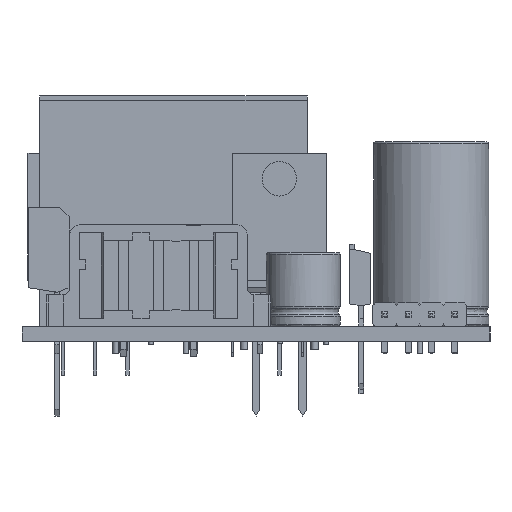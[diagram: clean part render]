
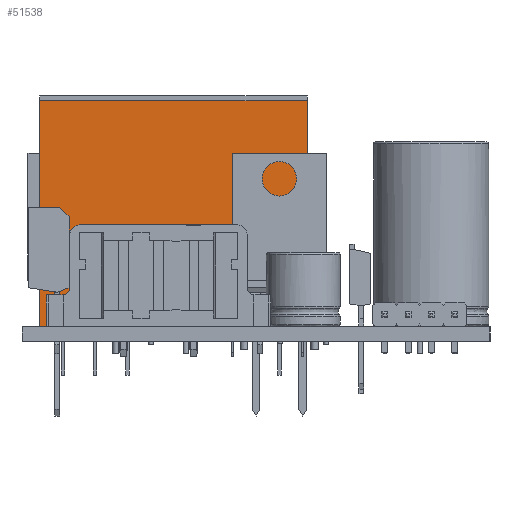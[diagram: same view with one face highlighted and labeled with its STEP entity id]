
A CAD part, left-side view. The second image highlights one B-rep face of the part: STEP entity #51538.
In plain terms, the highlighted face is planar.
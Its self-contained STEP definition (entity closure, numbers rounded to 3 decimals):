
#51055 = PLANE('',#51056);
#51056 = AXIS2_PLACEMENT_3D('',#51057,#51058,#51059);
#51057 = CARTESIAN_POINT('',(-3.,2.45,25.));
#51058 = DIRECTION('',(0.,-1.,0.));
#51059 = DIRECTION('',(1.,0.,0.));
#51153 = VERTEX_POINT('',#51154);
#51154 = CARTESIAN_POINT('',(26.,2.45,24.5));
#51191 = PLANE('',#51192);
#51192 = AXIS2_PLACEMENT_3D('',#51193,#51194,#51195);
#51193 = CARTESIAN_POINT('',(26.,2.45,0.));
#51194 = DIRECTION('',(1.,0.,0.));
#51195 = DIRECTION('',(0.,-1.,0.));
#51284 = VERTEX_POINT('',#51285);
#51285 = CARTESIAN_POINT('',(-3.,2.45,24.5));
#51299 = PLANE('',#51300);
#51300 = AXIS2_PLACEMENT_3D('',#51301,#51302,#51303);
#51301 = CARTESIAN_POINT('',(-3.,-9.95,0.));
#51302 = DIRECTION('',(-1.,0.,0.));
#51303 = DIRECTION('',(0.,1.,0.));
#51337 = EDGE_CURVE('',#51284,#51153,#51338,.T.);
#51338 = SURFACE_CURVE('',#51339,(#51343,#51350),.PCURVE_S1.);
#51339 = LINE('',#51340,#51341);
#51340 = CARTESIAN_POINT('',(-3.,2.45,24.5));
#51341 = VECTOR('',#51342,1.);
#51342 = DIRECTION('',(1.,0.,0.));
#51343 = PCURVE('',#51055,#51344);
#51344 = DEFINITIONAL_REPRESENTATION('',(#51345),#51349);
#51345 = LINE('',#51346,#51347);
#51346 = CARTESIAN_POINT('',(0.,-0.5));
#51347 = VECTOR('',#51348,1.);
#51348 = DIRECTION('',(1.,0.));
#51349 = ( GEOMETRIC_REPRESENTATION_CONTEXT(2) 
PARAMETRIC_REPRESENTATION_CONTEXT() REPRESENTATION_CONTEXT('2D SPACE',''
  ) );
#51350 = PCURVE('',#51351,#51356);
#51351 = PLANE('',#51352);
#51352 = AXIS2_PLACEMENT_3D('',#51353,#51354,#51355);
#51353 = CARTESIAN_POINT('',(-3.,2.45,0.));
#51354 = DIRECTION('',(0.,1.,0.));
#51355 = DIRECTION('',(1.,0.,0.));
#51356 = DEFINITIONAL_REPRESENTATION('',(#51357),#51361);
#51357 = LINE('',#51358,#51359);
#51358 = CARTESIAN_POINT('',(0.,-24.5));
#51359 = VECTOR('',#51360,1.);
#51360 = DIRECTION('',(1.,0.));
#51361 = ( GEOMETRIC_REPRESENTATION_CONTEXT(2) 
PARAMETRIC_REPRESENTATION_CONTEXT() REPRESENTATION_CONTEXT('2D SPACE',''
  ) );
#51368 = EDGE_CURVE('',#51369,#51153,#51371,.T.);
#51369 = VERTEX_POINT('',#51370);
#51370 = CARTESIAN_POINT('',(26.,2.45,0.));
#51371 = SURFACE_CURVE('',#51372,(#51376,#51383),.PCURVE_S1.);
#51372 = LINE('',#51373,#51374);
#51373 = CARTESIAN_POINT('',(26.,2.45,0.));
#51374 = VECTOR('',#51375,1.);
#51375 = DIRECTION('',(0.,0.,1.));
#51376 = PCURVE('',#51191,#51377);
#51377 = DEFINITIONAL_REPRESENTATION('',(#51378),#51382);
#51378 = LINE('',#51379,#51380);
#51379 = CARTESIAN_POINT('',(0.,0.));
#51380 = VECTOR('',#51381,1.);
#51381 = DIRECTION('',(0.,-1.));
#51382 = ( GEOMETRIC_REPRESENTATION_CONTEXT(2) 
PARAMETRIC_REPRESENTATION_CONTEXT() REPRESENTATION_CONTEXT('2D SPACE',''
  ) );
#51383 = PCURVE('',#51351,#51384);
#51384 = DEFINITIONAL_REPRESENTATION('',(#51385),#51389);
#51385 = LINE('',#51386,#51387);
#51386 = CARTESIAN_POINT('',(29.,0.));
#51387 = VECTOR('',#51388,1.);
#51388 = DIRECTION('',(0.,-1.));
#51389 = ( GEOMETRIC_REPRESENTATION_CONTEXT(2) 
PARAMETRIC_REPRESENTATION_CONTEXT() REPRESENTATION_CONTEXT('2D SPACE',''
  ) );
#51429 = PLANE('',#51430);
#51430 = AXIS2_PLACEMENT_3D('',#51431,#51432,#51433);
#51431 = CARTESIAN_POINT('',(26.,2.45,0.));
#51432 = DIRECTION('',(0.,0.,1.));
#51433 = DIRECTION('',(1.,0.,0.));
#51495 = EDGE_CURVE('',#51496,#51284,#51498,.T.);
#51496 = VERTEX_POINT('',#51497);
#51497 = CARTESIAN_POINT('',(-3.,2.45,0.));
#51498 = SURFACE_CURVE('',#51499,(#51503,#51510),.PCURVE_S1.);
#51499 = LINE('',#51500,#51501);
#51500 = CARTESIAN_POINT('',(-3.,2.45,0.));
#51501 = VECTOR('',#51502,1.);
#51502 = DIRECTION('',(0.,0.,1.));
#51503 = PCURVE('',#51299,#51504);
#51504 = DEFINITIONAL_REPRESENTATION('',(#51505),#51509);
#51505 = LINE('',#51506,#51507);
#51506 = CARTESIAN_POINT('',(12.4,0.));
#51507 = VECTOR('',#51508,1.);
#51508 = DIRECTION('',(0.,-1.));
#51509 = ( GEOMETRIC_REPRESENTATION_CONTEXT(2) 
PARAMETRIC_REPRESENTATION_CONTEXT() REPRESENTATION_CONTEXT('2D SPACE',''
  ) );
#51510 = PCURVE('',#51351,#51511);
#51511 = DEFINITIONAL_REPRESENTATION('',(#51512),#51516);
#51512 = LINE('',#51513,#51514);
#51513 = CARTESIAN_POINT('',(0.,0.));
#51514 = VECTOR('',#51515,1.);
#51515 = DIRECTION('',(0.,-1.));
#51516 = ( GEOMETRIC_REPRESENTATION_CONTEXT(2) 
PARAMETRIC_REPRESENTATION_CONTEXT() REPRESENTATION_CONTEXT('2D SPACE',''
  ) );
#51538 = ADVANCED_FACE('',(#51539),#51351,.T.);
#51539 = FACE_BOUND('',#51540,.T.);
#51540 = EDGE_LOOP('',(#51541,#51542,#51543,#51544));
#51541 = ORIENTED_EDGE('',*,*,#51495,.T.);
#51542 = ORIENTED_EDGE('',*,*,#51337,.T.);
#51543 = ORIENTED_EDGE('',*,*,#51368,.F.);
#51544 = ORIENTED_EDGE('',*,*,#51545,.F.);
#51545 = EDGE_CURVE('',#51496,#51369,#51546,.T.);
#51546 = SURFACE_CURVE('',#51547,(#51551,#51558),.PCURVE_S1.);
#51547 = LINE('',#51548,#51549);
#51548 = CARTESIAN_POINT('',(-3.,2.45,0.));
#51549 = VECTOR('',#51550,1.);
#51550 = DIRECTION('',(1.,0.,0.));
#51551 = PCURVE('',#51351,#51552);
#51552 = DEFINITIONAL_REPRESENTATION('',(#51553),#51557);
#51553 = LINE('',#51554,#51555);
#51554 = CARTESIAN_POINT('',(0.,0.));
#51555 = VECTOR('',#51556,1.);
#51556 = DIRECTION('',(1.,0.));
#51557 = ( GEOMETRIC_REPRESENTATION_CONTEXT(2) 
PARAMETRIC_REPRESENTATION_CONTEXT() REPRESENTATION_CONTEXT('2D SPACE',''
  ) );
#51558 = PCURVE('',#51429,#51559);
#51559 = DEFINITIONAL_REPRESENTATION('',(#51560),#51564);
#51560 = LINE('',#51561,#51562);
#51561 = CARTESIAN_POINT('',(-29.,0.));
#51562 = VECTOR('',#51563,1.);
#51563 = DIRECTION('',(1.,0.));
#51564 = ( GEOMETRIC_REPRESENTATION_CONTEXT(2) 
PARAMETRIC_REPRESENTATION_CONTEXT() REPRESENTATION_CONTEXT('2D SPACE',''
  ) );
